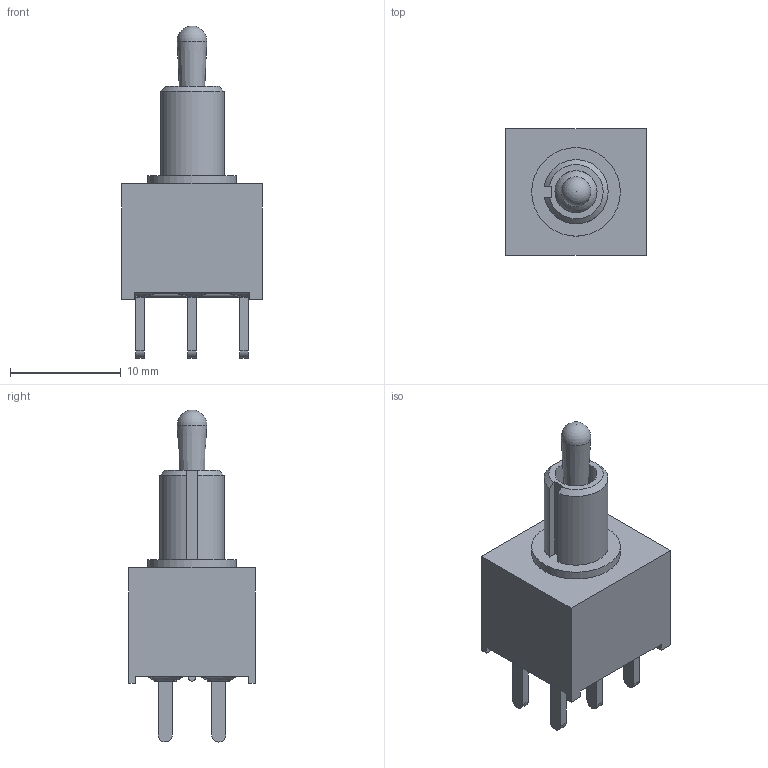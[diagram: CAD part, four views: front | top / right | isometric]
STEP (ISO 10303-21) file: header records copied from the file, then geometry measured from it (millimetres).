
FILE_DESCRIPTION(/* description */ (''),/* implementation_level */ '2;1');
FILE_NAME(/* name */ '100AWDPxT2B1M2xE.stp',/* time_stamp */ '2026-01-12T21:27:00-06:00',/* author */ ('jmeyers'),/* organization */ (''),/* preprocessor_version */ 'ST-DEVELOPER v18.1',/* originating_system */ 'Autodesk Inventor 2022',/* authorisation */ '');
FILE_SCHEMA (('AUTOMOTIVE_DESIGN { 1 0 10303 214 3 1 1 }'));
Length unit declared in the file: inch
Products named in the file (1): Part32
Bounding box: 12.7 x 11.43 x 29.98 mm (x, y, z)
Volume: 1692.2 mm3; surface area: 1246.8 mm2
Topology: 1 solids, 2 shells, 122 faces, 344 edges, 226 vertices
Faces by surface type: plane 78, cylinder 23, bspline 16, sphere 3, cone 2
Full cylindrical faces by diameter (mm): 3.8 x2, 8 x1
Entity records: 5156 total; most frequent: CARTESIAN_POINT 2208, ORIENTED_EDGE 676, DIRECTION 480, EDGE_CURVE 338, VERTEX_POINT 226, LINE 206, VECTOR 206, AXIS2_PLACEMENT_3D 137
